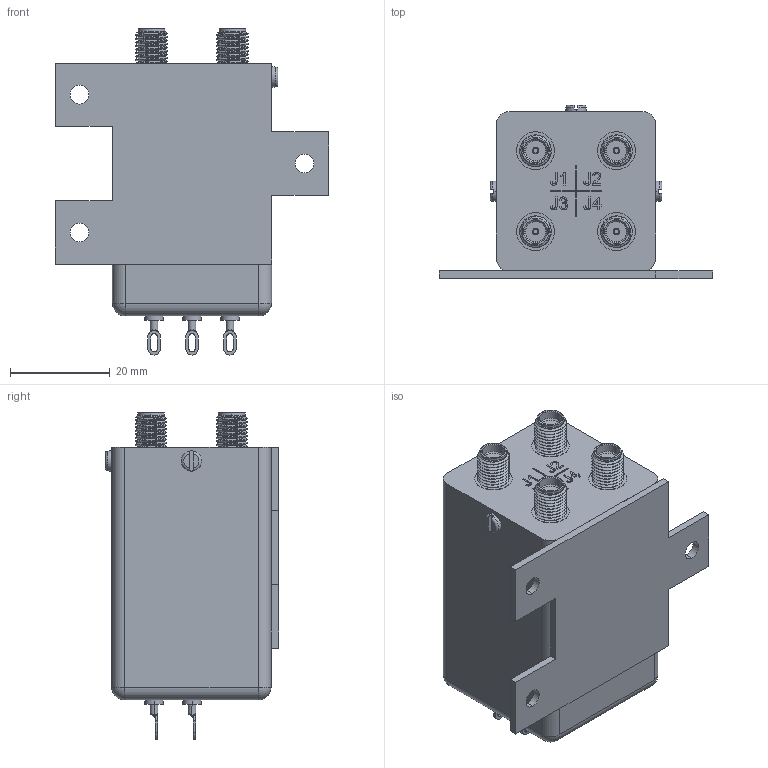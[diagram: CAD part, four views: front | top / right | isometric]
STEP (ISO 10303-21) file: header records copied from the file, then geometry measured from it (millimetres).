
FILE_DESCRIPTION (( 'STEP AP214' ), '1' );
FILE_NAME ('FMSW6446.step', '2021-02-25T21:29:25', ( '' ), ( '' ), 'SwSTEP 2.0', 'SolidWorks 2018', '' );
FILE_SCHEMA (( 'AUTOMOTIVE_DESIGN' ));
Length unit declared in the file: inch
Products named in the file (1): FMSW6446
Bounding box: 54.86 x 34.8 x 65.53 mm (x, y, z)
Volume: 54953.2 mm3; surface area: 13297.5 mm2
Topology: 2 solids, 2 shells, 901 faces, 2430 edges, 1590 vertices
Faces by surface type: plane 434, cylinder 218, bspline 199, cone 40, torus 6, sphere 4
Entity records: 41273 total; most frequent: CARTESIAN_POINT 20329, ORIENTED_EDGE 4828, DIRECTION 3570, EDGE_CURVE 2414, VERTEX_POINT 1590, LINE 1388, VECTOR 1388, AXIS2_PLACEMENT_3D 1091
